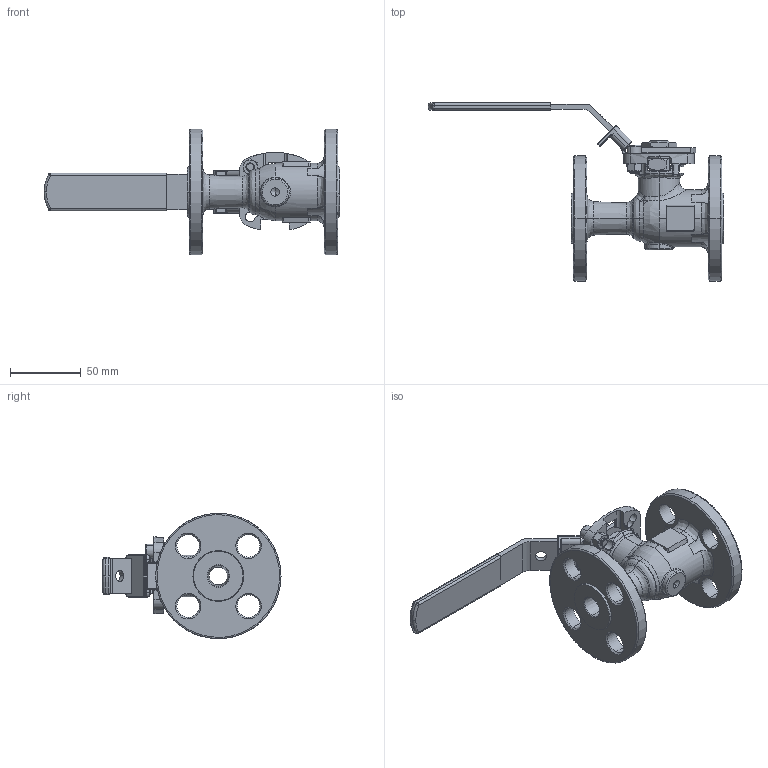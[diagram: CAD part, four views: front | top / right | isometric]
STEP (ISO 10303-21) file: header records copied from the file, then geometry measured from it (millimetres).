
FILE_DESCRIPTION (( 'STEP AP214' ), '1' );
FILE_NAME ('F91-F1-0050-XXX.step', '2019-09-20T11:01:22', ( '' ), ( '' ), 'SwSTEP 2.0', 'SolidWorks 2019', '' );
FILE_SCHEMA (( 'AUTOMOTIVE_DESIGN' ));
Length unit declared in the file: inch
Products named in the file (2): F91-F1-0050-XXX
Bounding box: 209.79 x 126.24 x 88.9 mm (x, y, z)
Surface area: 64205.9 mm2 (no closed solid volume)
Topology: 0 solids, 10 shells, 419 faces, 1138 edges, 705 vertices
Faces by surface type: cylinder 146, plane 107, bspline 98, cone 58, torus 6, sphere 4
Entity records: 41125 total; most frequent: CARTESIAN_POINT 25728, ORIENTED_EDGE 2089, DIRECTION 1984, EDGE_CURVE 1124, AXIS2_PLACEMENT_3D 781, VERTEX_POINT 705, EDGE_LOOP 464, CIRCLE 458
